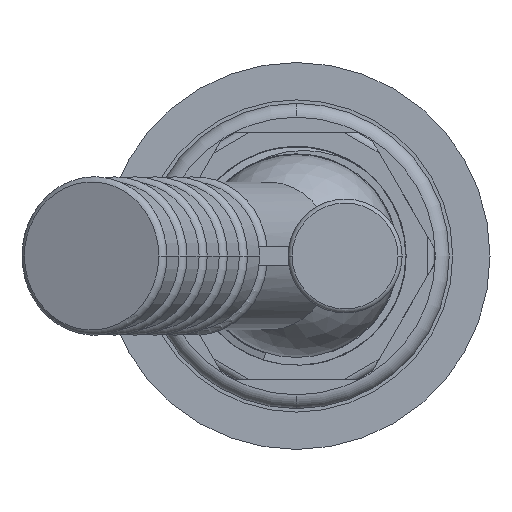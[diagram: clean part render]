
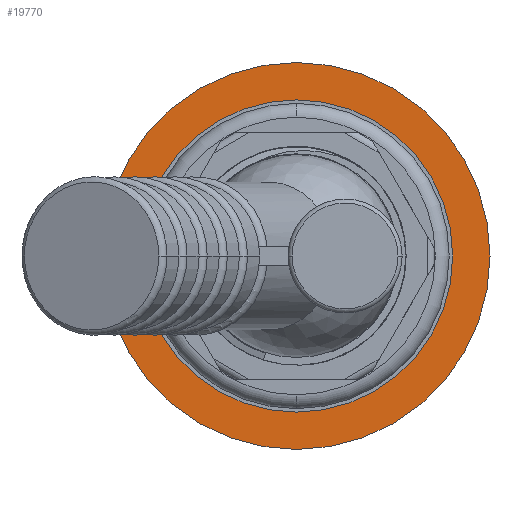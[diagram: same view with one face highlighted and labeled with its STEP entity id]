
A CAD part, front view. The second image highlights one B-rep face of the part: STEP entity #19770.
In plain terms, the highlighted planar face has unit normal (0, -1, 0).
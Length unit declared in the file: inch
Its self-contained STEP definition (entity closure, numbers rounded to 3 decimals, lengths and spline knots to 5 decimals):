
#6296=CARTESIAN_POINT('',(0.06564,0.,0.58513));
#6297=CARTESIAN_POINT('',(0.08473,0.,0.58437));
#6298=CARTESIAN_POINT('',(0.12273,0.,0.581));
#6299=CARTESIAN_POINT('',(0.17951,0.,0.57035));
#6300=CARTESIAN_POINT('',(0.23502,0.,0.55424));
#6301=CARTESIAN_POINT('',(0.2892,0.,0.53265));
#6302=CARTESIAN_POINT('',(0.3412,0.,0.50585));
#6303=CARTESIAN_POINT('',(0.39061,0.,0.47403));
#6304=CARTESIAN_POINT('',(0.43708,0.,0.43734));
#6305=CARTESIAN_POINT('',(0.47994,0.,0.39621));
#6306=CARTESIAN_POINT('',(0.51883,0.,0.35098));
#6307=CARTESIAN_POINT('',(0.54188,0.,0.31834));
#6308=CARTESIAN_POINT('',(0.55268,0.,0.30136));
#6377=CARTESIAN_POINT('',(0.,0.,0.));
#6378=DIRECTION('',(0.,1.,0.));
#6379=DIRECTION('',(1.,0.,0.));
#6380=AXIS2_PLACEMENT_3D('',#6377,#6378,#6379);
#6385=CARTESIAN_POINT('',(0.,0.,0.));
#6386=DIRECTION('',(0.,1.,0.));
#6387=DIRECTION('',(-1.,0.,0.));
#6388=AXIS2_PLACEMENT_3D('',#6385,#6386,#6387);
#8874=CARTESIAN_POINT('',(0.,0.,0.));
#8875=DIRECTION('',(0.,1.,0.));
#8876=DIRECTION('',(0.878,0.,0.479));
#8877=AXIS2_PLACEMENT_3D('',#8874,#8875,#8876);
#8978=CARTESIAN_POINT('',(0.07734,0.,-0.62473));
#8979=CARTESIAN_POINT('',(0.05713,0.,-0.62586));
#8980=CARTESIAN_POINT('',(0.01701,0.,-0.62615));
#8981=CARTESIAN_POINT('',(-0.04236,0.,-0.62089));
#8982=CARTESIAN_POINT('',(-0.10064,0.,-0.61005));
#8983=CARTESIAN_POINT('',(-0.15752,0.,-0.59369));
#8984=CARTESIAN_POINT('',(-0.21212,0.,-0.57211));
#8985=CARTESIAN_POINT('',(-0.26418,0.,-0.54549));
#8986=CARTESIAN_POINT('',(-0.31327,0.,-0.51408));
#8987=CARTESIAN_POINT('',(-0.35874,0.,-0.47835));
#8988=CARTESIAN_POINT('',(-0.40043,0.,-0.43851));
#8989=CARTESIAN_POINT('',(-0.42537,0.,-0.40955));
#8990=CARTESIAN_POINT('',(-0.43714,0.,-0.39445));
#8995=CARTESIAN_POINT('',(-0.43714,0.,-0.39445));
#8996=CARTESIAN_POINT('',(-0.45102,0.,-0.37907));
#8997=CARTESIAN_POINT('',(-0.47697,0.,-0.34707));
#8998=CARTESIAN_POINT('',(-0.51072,0.,-0.29518));
#8999=CARTESIAN_POINT('',(-0.5389,0.,-0.2399));
#9000=CARTESIAN_POINT('',(-0.56107,0.,-0.1821));
#9001=CARTESIAN_POINT('',(-0.57707,0.,-0.1223));
#9002=CARTESIAN_POINT('',(-0.58672,0.,-0.061));
#9003=CARTESIAN_POINT('',(-0.58988,0.,0.00072));
#9004=CARTESIAN_POINT('',(-0.58655,0.,0.0627));
#9005=CARTESIAN_POINT('',(-0.57673,0.,0.12384));
#9006=CARTESIAN_POINT('',(-0.5606,0.,0.18357));
#9007=CARTESIAN_POINT('',(-0.53818,0.,0.2415));
#9008=CARTESIAN_POINT('',(-0.50999,0.,0.29643));
#9009=CARTESIAN_POINT('',(-0.476,0.,0.34841));
#9010=CARTESIAN_POINT('',(-0.43685,0.,0.39638));
#9011=CARTESIAN_POINT('',(-0.39294,0.,0.43996));
#9012=CARTESIAN_POINT('',(-0.34448,0.,0.47885));
#9013=CARTESIAN_POINT('',(-0.29255,0.,0.51222));
#9014=CARTESIAN_POINT('',(-0.23707,0.,0.54016));
#9015=CARTESIAN_POINT('',(-0.17916,0.,0.56201));
#9016=CARTESIAN_POINT('',(-0.11929,0.,0.5777));
#9017=CARTESIAN_POINT('',(-0.05789,0.,0.58704));
#9018=CARTESIAN_POINT('',(0.00385,0.,0.58986));
#9019=CARTESIAN_POINT('',(0.04503,0.,0.58744));
#9020=CARTESIAN_POINT('',(0.06564,0.,0.58513));
#13541=CARTESIAN_POINT('',(1.115,0.,0.));
#13542=CARTESIAN_POINT('',(-1.115,0.,0.));
#13543=VERTEX_POINT('',#13541);
#13544=VERTEX_POINT('',#13542);
#13663=VERTEX_POINT('',#8978);
#13664=VERTEX_POINT('',#8990);
#13665=VERTEX_POINT('',#9020);
#13666=VERTEX_POINT('',#6308);
#19750=CARTESIAN_POINT('',(0.,0.,0.));
#19751=DIRECTION('',(0.,1.,0.));
#19752=DIRECTION('',(1.,0.,0.));
#19753=AXIS2_PLACEMENT_3D('',#19750,#19751,#19752);
#19754=PLANE('',#19753);
#19756=ORIENTED_EDGE('',*,*,#19755,.T.);
#19758=ORIENTED_EDGE('',*,*,#19757,.T.);
#19759=EDGE_LOOP('',(#19756,#19758));
#19760=FACE_OUTER_BOUND('',#19759,.F.);
#19762=ORIENTED_EDGE('',*,*,#19761,.F.);
#19763=ORIENTED_EDGE('',*,*,#19737,.F.);
#19765=ORIENTED_EDGE('',*,*,#19764,.F.);
#19767=ORIENTED_EDGE('',*,*,#19766,.F.);
#19768=EDGE_LOOP('',(#19762,#19763,#19765,#19767));
#19769=FACE_BOUND('',#19768,.F.);
#6309=B_SPLINE_CURVE_WITH_KNOTS('',3,(#6296,#6297,#6298,#6299,#6300,#6301,#6302,
#6303,#6304,#6305,#6306,#6307,#6308),.UNSPECIFIED.,.F.,.F.,(4,1,1,1,1,1,1,1,1,1,
4),(0.,0.1,0.2,0.3,0.4,0.5,0.6,0.7,0.8,0.9,1.),
.UNSPECIFIED.);
#6381=CIRCLE('',#6380,1.115);
#6389=CIRCLE('',#6388,1.115);
#8878=CIRCLE('',#8877,0.6295);
#8991=B_SPLINE_CURVE_WITH_KNOTS('',3,(#8978,#8979,#8980,#8981,#8982,#8983,#8984,
#8985,#8986,#8987,#8988,#8989,#8990),.UNSPECIFIED.,.F.,.F.,(4,1,1,1,1,1,1,1,1,1,
4),(0.,0.1,0.2,0.3,0.4,0.5,0.6,0.7,0.8,0.9,1.),
.UNSPECIFIED.);
#9021=B_SPLINE_CURVE_WITH_KNOTS('',3,(#8995,#8996,#8997,#8998,#8999,#9000,#9001,
#9002,#9003,#9004,#9005,#9006,#9007,#9008,#9009,#9010,#9011,#9012,#9013,#9014,
#9015,#9016,#9017,#9018,#9019,#9020),.UNSPECIFIED.,.F.,.F.,(4,1,1,1,1,1,1,1,1,1,
1,1,1,1,1,1,1,1,1,1,1,1,1,4),(0.,0.04348,0.08696,
0.13043,0.17391,0.21739,0.26087,
0.30435,0.34783,0.3913,0.43478,
0.47826,0.52174,0.56522,0.6087,
0.65217,0.69565,0.73913,0.78261,
0.82609,0.86957,0.91304,0.95652,1.),
.UNSPECIFIED.);
#19737=EDGE_CURVE('',#13665,#13666,#6309,.T.);
#19755=EDGE_CURVE('',#13543,#13544,#6381,.T.);
#19757=EDGE_CURVE('',#13544,#13543,#6389,.T.);
#19761=EDGE_CURVE('',#13666,#13663,#8878,.T.);
#19764=EDGE_CURVE('',#13664,#13665,#9021,.T.);
#19766=EDGE_CURVE('',#13663,#13664,#8991,.T.);
#19770=ADVANCED_FACE('',(#19760,#19769),#19754,.F.);
